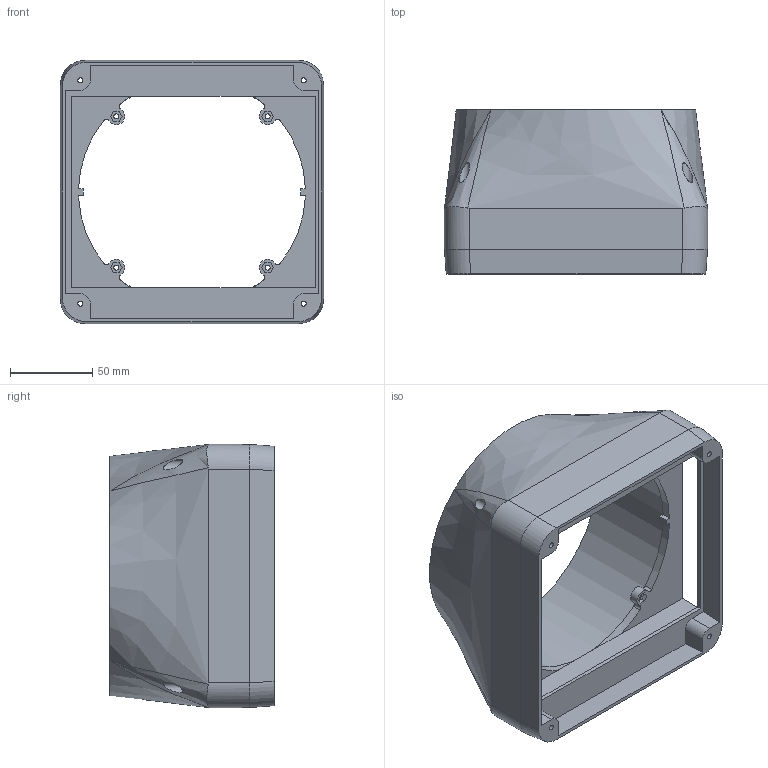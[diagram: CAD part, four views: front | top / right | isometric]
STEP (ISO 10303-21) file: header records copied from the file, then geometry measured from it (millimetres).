
FILE_DESCRIPTION(/* description */ (''),/* implementation_level */ '2;1');
FILE_NAME(/* name */ 'Upper case.step',/* time_stamp */ '2019-10-02T03:13:54+09:00',/* author */ (''),/* organization */ (''),/* preprocessor_version */ 'ST-DEVELOPER v18',/* originating_system */ 'Autodesk Translation Framework v8.6.0.1094',/* authorisation */ '');
FILE_SCHEMA (('AUTOMOTIVE_DESIGN { 1 0 10303 214 3 1 1 }'));
Length unit declared in the file: millimetre
Products named in the file (1): Upper case
Bounding box: 160.4 x 100 x 160.4 mm (x, y, z)
Volume: 493255.9 mm3; surface area: 127704.7 mm2
Topology: 1 solids, 1 shells, 135 faces, 374 edges, 247 vertices
Faces by surface type: plane 82, cylinder 45, bspline 8
Full cylindrical faces by diameter (mm): 3.1 x4, 3.2 x4, 6.5 x4, 143.357 x1
Entity records: 5068 total; most frequent: CARTESIAN_POINT 1530, ORIENTED_EDGE 740, DIRECTION 697, EDGE_CURVE 370, VERTEX_POINT 247, LINE 243, VECTOR 243, AXIS2_PLACEMENT_3D 227
